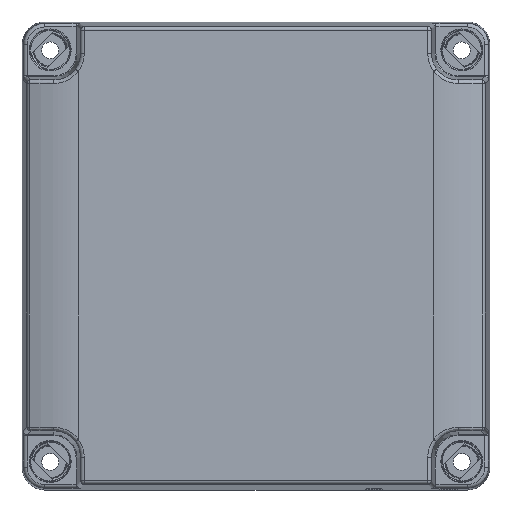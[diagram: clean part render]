
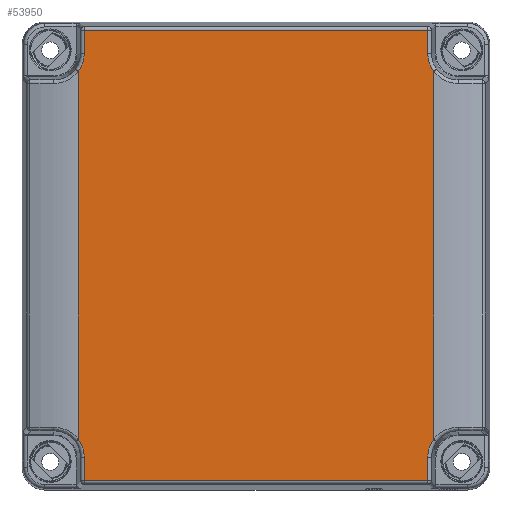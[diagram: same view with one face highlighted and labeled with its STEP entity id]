
A CAD part, top view. The second image highlights one B-rep face of the part: STEP entity #53950.
In plain terms, the highlighted planar face has unit normal (0, 0, 1).
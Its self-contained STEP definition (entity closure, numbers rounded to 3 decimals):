
#47829=DIRECTION('',(-1.,0.,0.));
#47830=VECTOR('',#47829,91.802);
#47831=CARTESIAN_POINT('',(45.901,-60.208,75.));
#47832=LINE('',#47831,#47830);
#48122=DIRECTION('',(1.,0.,0.));
#48123=VECTOR('',#48122,91.802);
#48124=CARTESIAN_POINT('',(-45.901,60.208,75.));
#48125=LINE('',#48124,#48123);
#48370=DIRECTION('',(0.,1.,0.));
#48371=VECTOR('',#48370,6.208);
#48372=CARTESIAN_POINT('',(-45.901,54.,75.));
#48373=LINE('',#48372,#48371);
#48379=DIRECTION('',(0.,1.,0.));
#48380=VECTOR('',#48379,98.337);
#48381=CARTESIAN_POINT('',(-47.5,-49.168,
75.));
#48382=LINE('',#48381,#48380);
#48383=DIRECTION('',(0.,1.,0.));
#48384=VECTOR('',#48383,6.208);
#48385=CARTESIAN_POINT('',(45.901,54.,75.));
#48386=LINE('',#48385,#48384);
#48581=DIRECTION('',(0.,1.,0.));
#48582=VECTOR('',#48581,6.208);
#48583=CARTESIAN_POINT('',(45.901,-60.208,75.));
#48584=LINE('',#48583,#48582);
#48594=CARTESIAN_POINT('',(54.,-54.,75.));
#48595=DIRECTION('',(0.,0.,-1.));
#48596=DIRECTION('',(-1.,0.,0.));
#48597=AXIS2_PLACEMENT_3D('',#48594,#48595,#48596);
#48632=DIRECTION('',(0.,1.,0.));
#48633=VECTOR('',#48632,98.337);
#48634=CARTESIAN_POINT('',(47.5,-49.168,
75.));
#48635=LINE('',#48634,#48633);
#48675=CARTESIAN_POINT('',(47.5,49.168,75.));
#48691=CARTESIAN_POINT('',(54.,54.,75.));
#48692=DIRECTION('',(0.,0.,-1.));
#48693=DIRECTION('',(-0.803,-0.597,0.));
#48694=AXIS2_PLACEMENT_3D('',#48691,#48692,#48693);
#48733=DIRECTION('',(0.,-1.,0.));
#48734=VECTOR('',#48733,6.208);
#48735=CARTESIAN_POINT('',(-45.901,-54.,75.));
#48736=LINE('',#48735,#48734);
#48869=CARTESIAN_POINT('',(-54.,-54.,75.));
#48870=DIRECTION('',(0.,0.,-1.));
#48871=DIRECTION('',(0.803,0.597,0.));
#48872=AXIS2_PLACEMENT_3D('',#48869,#48870,#48871);
#48893=CARTESIAN_POINT('',(-54.,54.,75.));
#48894=DIRECTION('',(0.,0.,1.));
#48895=DIRECTION('',(0.803,-0.597,0.));
#48896=AXIS2_PLACEMENT_3D('',#48893,#48894,#48895);
#49710=CARTESIAN_POINT('',(-45.901,54.,75.));
#49711=CARTESIAN_POINT('',(-45.901,60.208,75.));
#49712=VERTEX_POINT('',#49710);
#49713=VERTEX_POINT('',#49711);
#49716=CARTESIAN_POINT('',(-47.5,49.168,75.));
#49717=VERTEX_POINT('',#49716);
#49722=CARTESIAN_POINT('',(45.901,60.208,75.));
#49723=VERTEX_POINT('',#49722);
#49784=CARTESIAN_POINT('',(45.901,-60.208,75.));
#49785=CARTESIAN_POINT('',(-45.901,-60.208,75.));
#49786=VERTEX_POINT('',#49784);
#49787=VERTEX_POINT('',#49785);
#49808=CARTESIAN_POINT('',(-45.901,-54.,75.));
#49809=VERTEX_POINT('',#49808);
#49812=CARTESIAN_POINT('',(-47.5,-49.168,75.));
#49813=VERTEX_POINT('',#49812);
#49818=CARTESIAN_POINT('',(45.901,-54.,75.));
#49819=VERTEX_POINT('',#49818);
#49822=CARTESIAN_POINT('',(47.5,-49.168,75.));
#49823=VERTEX_POINT('',#49822);
#49830=VERTEX_POINT('',#48675);
#49832=CARTESIAN_POINT('',(45.901,54.,75.));
#49833=VERTEX_POINT('',#49832);
#53923=CARTESIAN_POINT('',(-47.5,-62.5,75.));
#53924=DIRECTION('',(0.,0.,1.));
#53925=DIRECTION('',(1.,0.,0.));
#53926=AXIS2_PLACEMENT_3D('',#53923,#53924,#53925);
#53927=PLANE('',#53926);
#53928=ORIENTED_EDGE('',*,*,#53916,.T.);
#53929=ORIENTED_EDGE('',*,*,#53505,.T.);
#53931=ORIENTED_EDGE('',*,*,#53930,.F.);
#53933=ORIENTED_EDGE('',*,*,#53932,.F.);
#53935=ORIENTED_EDGE('',*,*,#53934,.F.);
#53937=ORIENTED_EDGE('',*,*,#53936,.F.);
#53939=ORIENTED_EDGE('',*,*,#53938,.F.);
#53940=ORIENTED_EDGE('',*,*,#53013,.T.);
#53942=ORIENTED_EDGE('',*,*,#53941,.F.);
#53944=ORIENTED_EDGE('',*,*,#53943,.F.);
#53945=ORIENTED_EDGE('',*,*,#53216,.T.);
#53947=ORIENTED_EDGE('',*,*,#53946,.T.);
#53948=EDGE_LOOP('',(#53928,#53929,#53931,#53933,#53935,#53937,#53939,#53940,
#53942,#53944,#53945,#53947));
#53949=FACE_OUTER_BOUND('',#53948,.F.);
#53950=ADVANCED_FACE('',(#53949),#53927,.T.);
#48598=CIRCLE('',#48597,8.099);
#48695=CIRCLE('',#48694,8.099);
#48873=CIRCLE('',#48872,8.099);
#48897=CIRCLE('',#48896,8.099);
#53013=EDGE_CURVE('',#49786,#49787,#47832,.T.);
#53216=EDGE_CURVE('',#49813,#49717,#48382,.T.);
#53505=EDGE_CURVE('',#49713,#49723,#48125,.T.);
#53916=EDGE_CURVE('',#49712,#49713,#48373,.T.);
#53930=EDGE_CURVE('',#49833,#49723,#48386,.T.);
#53932=EDGE_CURVE('',#49830,#49833,#48695,.T.);
#53934=EDGE_CURVE('',#49823,#49830,#48635,.T.);
#53936=EDGE_CURVE('',#49819,#49823,#48598,.T.);
#53938=EDGE_CURVE('',#49786,#49819,#48584,.T.);
#53941=EDGE_CURVE('',#49809,#49787,#48736,.T.);
#53943=EDGE_CURVE('',#49813,#49809,#48873,.T.);
#53946=EDGE_CURVE('',#49717,#49712,#48897,.T.);
